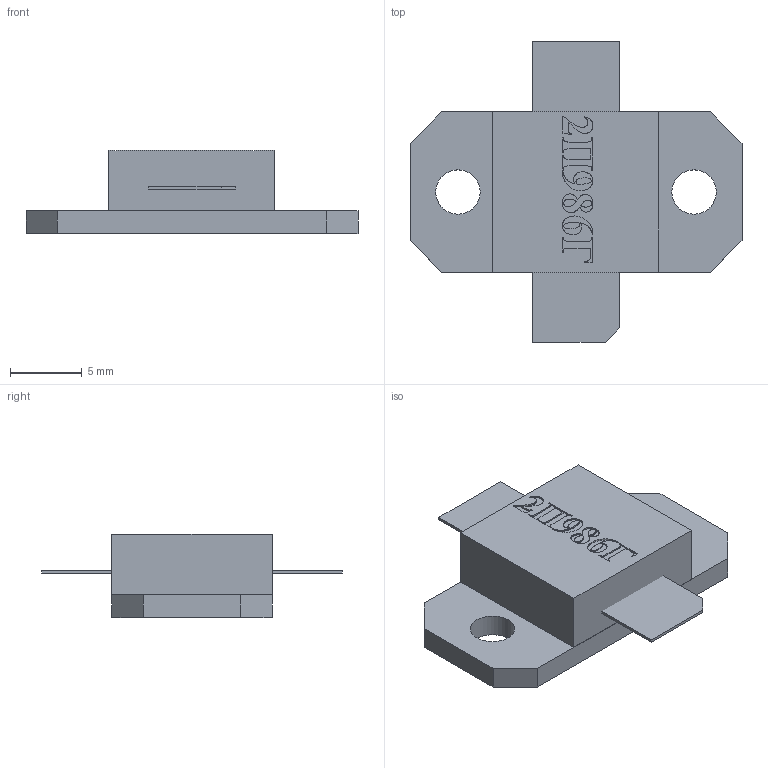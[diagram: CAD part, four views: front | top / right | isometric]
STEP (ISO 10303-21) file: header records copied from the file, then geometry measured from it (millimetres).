
FILE_DESCRIPTION(('STEP AP214'), '1');
FILE_NAME('2Ï986Ã', '', ('UNSPECIFIED'), ('UNSPECIFIED'), 'ASCON STEP Converter 1.6', 'ASCON Math Kernel', '');
FILE_SCHEMA(('AUTOMOTIVE_DESIGN { 1 0 10303 214 3 1 1}'));
Length unit declared in the file: millimetre
Bounding box: 23.2 x 21 x 5.8 mm (x, y, z)
Volume: 946.4 mm3; surface area: 1326.6 mm2
Topology: 3 solids, 3 shells, 370 faces, 1062 edges, 708 vertices
Faces by surface type: cylinder 251, plane 119
Full cylindrical faces by diameter (mm): 3.1 x2
Entity records: 15362 total; most frequent: DIRECTION 2304, CARTESIAN_POINT 2139, ORIENTED_EDGE 2120, EDGE_CURVE 1060, AXIS2_PLACEMENT_3D 873, VERTEX_POINT 708, LINE 558, VECTOR 558
